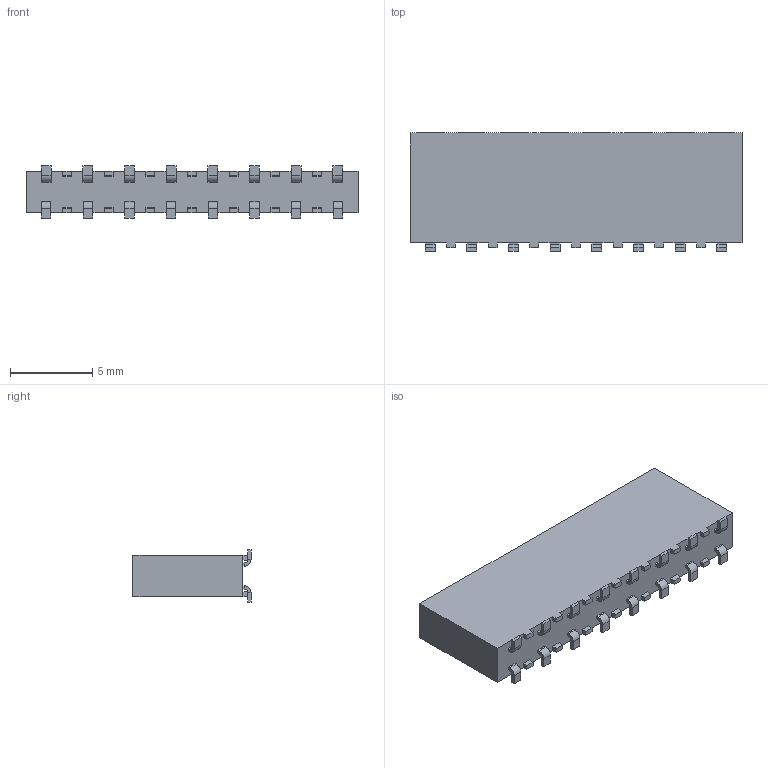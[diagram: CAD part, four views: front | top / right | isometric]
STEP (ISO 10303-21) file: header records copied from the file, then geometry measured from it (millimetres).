
FILE_DESCRIPTION((''),'2;1');
FILE_NAME('91601-Y08_SW0001','2009-09-30T',('sspandia'),('FCI - ELX Division'),'PRO/ENGINEER BY PARAMETRIC TECHNOLOGY CORPORATION, 2008010','PRO/ENGINEER BY PARAMETRIC TECHNOLOGY CORPORATION, 2008010','');
FILE_SCHEMA(('CONFIG_CONTROL_DESIGN'));
Length unit declared in the file: millimetre
Products named in the file (1): 91601-Y08_SW0001
Bounding box: 20.24 x 7.2 x 3.19 mm (x, y, z)
Volume: 342 mm3; surface area: 454.6 mm2
Topology: 1 solids, 1 shells, 342 faces, 788 edges, 472 vertices
Faces by surface type: plane 310, cylinder 32
Entity records: 9354 total; most frequent: CARTESIAN_POINT 1602, ORIENTED_EDGE 1576, DIRECTION 1536, EDGE_CURVE 788, VECTOR 724, LINE 724, VERTEX_POINT 472, AXIS2_PLACEMENT_3D 406
